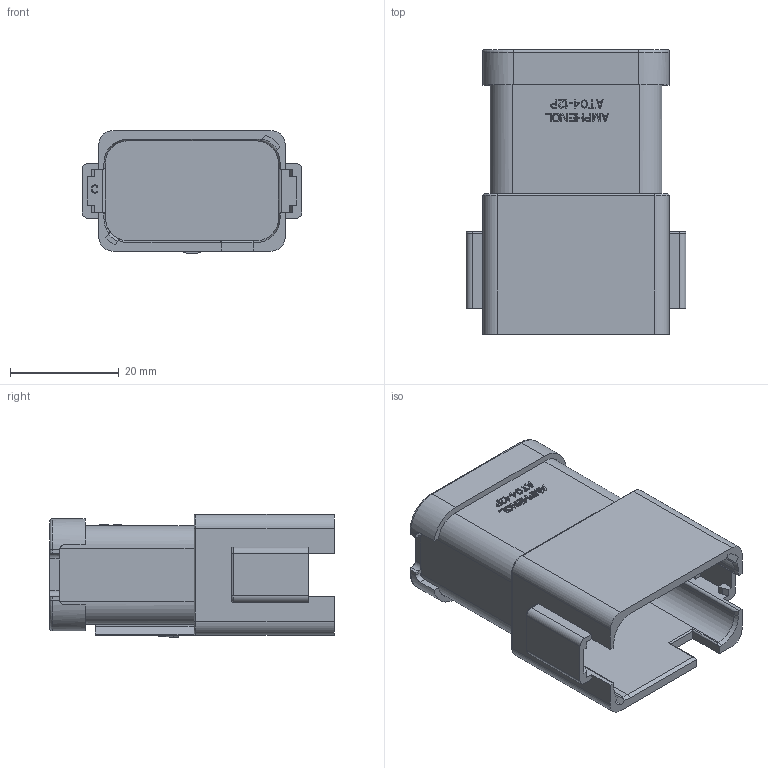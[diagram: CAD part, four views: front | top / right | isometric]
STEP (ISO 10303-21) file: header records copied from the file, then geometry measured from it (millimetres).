
FILE_DESCRIPTION((''),'2;1');
FILE_NAME('26-54223-12PC','2016-04-21T',('Jony.xie'),(''),'PRO/ENGINEER BY PARAMETRIC TECHNOLOGY CORPORATION, 2013230','PRO/ENGINEER BY PARAMETRIC TECHNOLOGY CORPORATION, 2013230','');
FILE_SCHEMA(('CONFIG_CONTROL_DESIGN'));
Length unit declared in the file: millimetre
Products named in the file (1): 26-54223-12PC
Bounding box: 40.45 x 52.35 x 22.63 mm (x, y, z)
Volume: 20175.4 mm3; surface area: 11219.6 mm2
Topology: 1 solids, 1 shells, 1614 faces, 4467 edges, 2958 vertices
Faces by surface type: plane 1310, extrusion 130, cylinder 117, torus 48, cone 7, sphere 2
Entity records: 51497 total; most frequent: CARTESIAN_POINT 10501, ORIENTED_EDGE 8934, DIRECTION 7564, EDGE_CURVE 4467, VECTOR 3964, LINE 3834, VERTEX_POINT 2958, AXIS2_PLACEMENT_3D 1800
